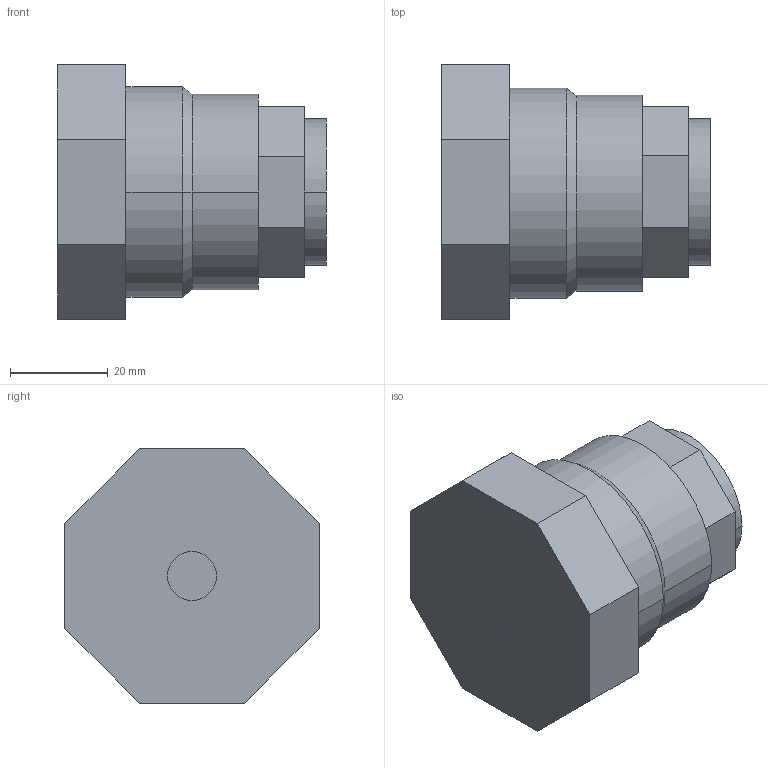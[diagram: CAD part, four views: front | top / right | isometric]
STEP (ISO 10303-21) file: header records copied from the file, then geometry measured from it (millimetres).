
FILE_DESCRIPTION(/* description */ (''),/* implementation_level */ '2;1');
FILE_NAME(/* name */ 'Plumbing_Joints_Aignep_Reducer-90620-3DView-Preview',/* time_stamp */ '2025-08-20T22:13:17+03:00',/* author */ (''),/* organization */ (''),/* preprocessor_version */ 'ST-DEVELOPER v20',/* originating_system */ '',/* authorisation */ '');
FILE_SCHEMA (('AP242_MANAGED_MODEL_BASED_3D_ENGINEERING_MIM_LF { 1 0 10303 442 1 1 4 }'));
Length unit declared in the file: millimetre
Products named in the file (9): TopLevelAssembly; Extrusion; Extrusion_1; Revolve; Revolve_1; Extrusion_2; Model Lines; Model Lines_1; Model Lines_2
Assembly tree (8 placements, depth 2):
  TopLevelAssembly
    Extrusion
    Extrusion_1
    Revolve
    Revolve_1
    Extrusion_2
    Model Lines
    Model Lines_1
    Model Lines_2
Bounding box: 55 x 52 x 52 mm (x, y, z)
Volume: 81851.3 mm3; surface area: 18822.2 mm2
Topology: 5 solids, 5 shells, 40 faces, 81 edges, 54 vertices
Faces by surface type: plane 30, cylinder 8, bspline 2
Entity records: 1263 total; most frequent: CARTESIAN_POINT 210, DIRECTION 207, ORIENTED_EDGE 156, EDGE_CURVE 78, AXIS2_PLACEMENT_3D 71, LINE 65, VECTOR 65, VERTEX_POINT 48
